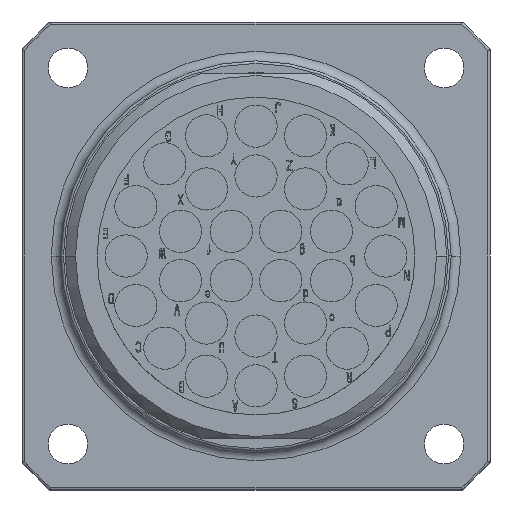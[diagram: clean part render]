
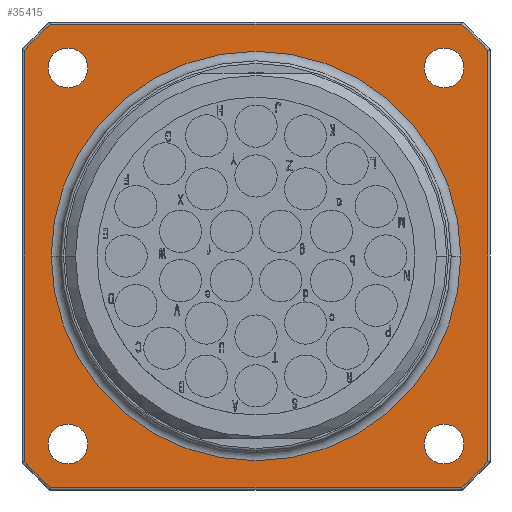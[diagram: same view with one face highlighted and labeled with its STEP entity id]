
A CAD part, front view. The second image highlights one B-rep face of the part: STEP entity #35415.
In plain terms, the highlighted planar face has unit normal (0, -1, 0).
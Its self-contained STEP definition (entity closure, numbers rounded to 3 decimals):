
#1253=DIRECTION('',(-1.,0.,0.));
#1254=VECTOR('',#1253,32.029);
#1255=CARTESIAN_POINT('',(16.014,-2.4,18.09));
#1256=LINE('',#1255,#1254);
#1297=CARTESIAN_POINT('',(0.,-2.4,0.));
#1298=DIRECTION('',(0.,1.,0.));
#1299=DIRECTION('',(1.,0.,0.));
#1300=AXIS2_PLACEMENT_3D('',#1297,#1298,#1299);
#1302=CARTESIAN_POINT('',(0.,-2.4,0.));
#1303=DIRECTION('',(0.,-1.,0.));
#1304=DIRECTION('',(1.,0.,0.));
#1305=AXIS2_PLACEMENT_3D('',#1302,#1303,#1304);
#1307=CARTESIAN_POINT('',(14.68,-2.4,-14.68));
#1308=DIRECTION('',(0.,1.,0.));
#1309=DIRECTION('',(1.,0.,0.));
#1310=AXIS2_PLACEMENT_3D('',#1307,#1308,#1309);
#1312=CARTESIAN_POINT('',(14.68,-2.4,-14.68));
#1313=DIRECTION('',(0.,1.,0.));
#1314=DIRECTION('',(-1.,0.,0.));
#1315=AXIS2_PLACEMENT_3D('',#1312,#1313,#1314);
#1317=CARTESIAN_POINT('',(14.68,-2.4,14.68));
#1318=DIRECTION('',(0.,1.,0.));
#1319=DIRECTION('',(1.,0.,0.));
#1320=AXIS2_PLACEMENT_3D('',#1317,#1318,#1319);
#1322=CARTESIAN_POINT('',(14.68,-2.4,14.68));
#1323=DIRECTION('',(0.,1.,0.));
#1324=DIRECTION('',(-1.,0.,0.));
#1325=AXIS2_PLACEMENT_3D('',#1322,#1323,#1324);
#1327=CARTESIAN_POINT('',(-14.68,-2.4,14.68));
#1328=DIRECTION('',(0.,1.,0.));
#1329=DIRECTION('',(1.,0.,0.));
#1330=AXIS2_PLACEMENT_3D('',#1327,#1328,#1329);
#1332=CARTESIAN_POINT('',(-14.68,-2.4,14.68));
#1333=DIRECTION('',(0.,1.,0.));
#1334=DIRECTION('',(-1.,0.,0.));
#1335=AXIS2_PLACEMENT_3D('',#1332,#1333,#1334);
#1337=CARTESIAN_POINT('',(-14.68,-2.4,-14.68));
#1338=DIRECTION('',(0.,1.,0.));
#1339=DIRECTION('',(1.,0.,0.));
#1340=AXIS2_PLACEMENT_3D('',#1337,#1338,#1339);
#1342=CARTESIAN_POINT('',(-14.68,-2.4,-14.68));
#1343=DIRECTION('',(0.,1.,0.));
#1344=DIRECTION('',(-1.,0.,0.));
#1345=AXIS2_PLACEMENT_3D('',#1342,#1343,#1344);
#1347=DIRECTION('',(0.,0.,1.));
#1348=VECTOR('',#1347,32.029);
#1349=CARTESIAN_POINT('',(18.09,-2.4,-16.014));
#1350=LINE('',#1349,#1348);
#1391=CARTESIAN_POINT('',(0.,-2.4,0.));
#1392=DIRECTION('',(0.,-1.,0.));
#1393=DIRECTION('',(0.749,0.,0.663));
#1394=AXIS2_PLACEMENT_3D('',#1391,#1392,#1393);
#1401=CARTESIAN_POINT('',(0.,-2.4,0.));
#1402=DIRECTION('',(0.,-1.,0.));
#1403=DIRECTION('',(0.663,0.,-0.749));
#1404=AXIS2_PLACEMENT_3D('',#1401,#1402,#1403);
#1411=DIRECTION('',(1.,0.,0.));
#1412=VECTOR('',#1411,32.029);
#1413=CARTESIAN_POINT('',(-16.014,-2.4,-18.09));
#1414=LINE('',#1413,#1412);
#1455=CARTESIAN_POINT('',(0.,-2.4,0.));
#1456=DIRECTION('',(0.,-1.,0.));
#1457=DIRECTION('',(-0.749,0.,-0.663));
#1458=AXIS2_PLACEMENT_3D('',#1455,#1456,#1457);
#1465=DIRECTION('',(0.,0.,-1.));
#1466=VECTOR('',#1465,32.029);
#1467=CARTESIAN_POINT('',(-18.09,-2.4,16.014));
#1468=LINE('',#1467,#1466);
#1509=CARTESIAN_POINT('',(0.,-2.4,0.));
#1510=DIRECTION('',(0.,-1.,0.));
#1511=DIRECTION('',(-0.663,0.,0.749));
#1512=AXIS2_PLACEMENT_3D('',#1509,#1510,#1511);
#25775=CARTESIAN_POINT('',(16.23,-2.4,-14.68));
#25776=CARTESIAN_POINT('',(13.13,-2.4,-14.68));
#25777=VERTEX_POINT('',#25775);
#25778=VERTEX_POINT('',#25776);
#25779=CARTESIAN_POINT('',(16.23,-2.4,14.68));
#25780=CARTESIAN_POINT('',(13.13,-2.4,14.68));
#25781=VERTEX_POINT('',#25779);
#25782=VERTEX_POINT('',#25780);
#25783=CARTESIAN_POINT('',(-13.13,-2.4,14.68));
#25784=CARTESIAN_POINT('',(-16.23,-2.4,14.68));
#25785=VERTEX_POINT('',#25783);
#25786=VERTEX_POINT('',#25784);
#25787=CARTESIAN_POINT('',(-13.13,-2.4,-14.68));
#25788=CARTESIAN_POINT('',(-16.23,-2.4,-14.68));
#25789=VERTEX_POINT('',#25787);
#25790=VERTEX_POINT('',#25788);
#25845=CARTESIAN_POINT('',(15.975,-2.4,0.));
#25847=VERTEX_POINT('',#25845);
#25849=CARTESIAN_POINT('',(-15.975,-2.4,0.));
#25851=VERTEX_POINT('',#25849);
#25932=CARTESIAN_POINT('',(18.09,-2.4,-16.014));
#25933=CARTESIAN_POINT('',(18.09,-2.4,16.014));
#25934=VERTEX_POINT('',#25932);
#25935=VERTEX_POINT('',#25933);
#25940=CARTESIAN_POINT('',(-16.014,-2.4,-18.09));
#25941=CARTESIAN_POINT('',(16.014,-2.4,-18.09));
#25942=VERTEX_POINT('',#25940);
#25943=VERTEX_POINT('',#25941);
#25948=CARTESIAN_POINT('',(-18.09,-2.4,16.014));
#25949=CARTESIAN_POINT('',(-18.09,-2.4,-16.014));
#25950=VERTEX_POINT('',#25948);
#25951=VERTEX_POINT('',#25949);
#25956=CARTESIAN_POINT('',(16.014,-2.4,18.09));
#25957=CARTESIAN_POINT('',(-16.014,-2.4,18.09));
#25958=VERTEX_POINT('',#25956);
#25959=VERTEX_POINT('',#25957);
#35363=CARTESIAN_POINT('',(0.,-2.4,0.));
#35364=DIRECTION('',(0.,-1.,0.));
#35365=DIRECTION('',(-1.,0.,0.));
#35366=AXIS2_PLACEMENT_3D('',#35363,#35364,#35365);
#35367=PLANE('',#35366);
#35369=ORIENTED_EDGE('',*,*,#35368,.F.);
#35371=ORIENTED_EDGE('',*,*,#35370,.F.);
#35373=ORIENTED_EDGE('',*,*,#35372,.F.);
#35375=ORIENTED_EDGE('',*,*,#35374,.F.);
#35377=ORIENTED_EDGE('',*,*,#35376,.F.);
#35379=ORIENTED_EDGE('',*,*,#35378,.F.);
#35380=ORIENTED_EDGE('',*,*,#35353,.F.);
#35382=ORIENTED_EDGE('',*,*,#35381,.F.);
#35383=EDGE_LOOP('',(#35369,#35371,#35373,#35375,#35377,#35379,#35380,#35382));
#35384=FACE_OUTER_BOUND('',#35383,.F.);
#35386=ORIENTED_EDGE('',*,*,#35385,.F.);
#35388=ORIENTED_EDGE('',*,*,#35387,.T.);
#35389=EDGE_LOOP('',(#35386,#35388));
#35390=FACE_BOUND('',#35389,.F.);
#35392=ORIENTED_EDGE('',*,*,#35391,.F.);
#35394=ORIENTED_EDGE('',*,*,#35393,.F.);
#35395=EDGE_LOOP('',(#35392,#35394));
#35396=FACE_BOUND('',#35395,.F.);
#35398=ORIENTED_EDGE('',*,*,#35397,.F.);
#35400=ORIENTED_EDGE('',*,*,#35399,.F.);
#35401=EDGE_LOOP('',(#35398,#35400));
#35402=FACE_BOUND('',#35401,.F.);
#35404=ORIENTED_EDGE('',*,*,#35403,.F.);
#35406=ORIENTED_EDGE('',*,*,#35405,.F.);
#35407=EDGE_LOOP('',(#35404,#35406));
#35408=FACE_BOUND('',#35407,.F.);
#35410=ORIENTED_EDGE('',*,*,#35409,.F.);
#35412=ORIENTED_EDGE('',*,*,#35411,.F.);
#35413=EDGE_LOOP('',(#35410,#35412));
#35414=FACE_BOUND('',#35413,.F.);
#35415=ADVANCED_FACE('',(#35384,#35390,#35396,#35402,#35408,#35414),#35367,.T.);
#1301=CIRCLE('',#1300,15.975);
#1306=CIRCLE('',#1305,15.975);
#1311=CIRCLE('',#1310,1.55);
#1316=CIRCLE('',#1315,1.55);
#1321=CIRCLE('',#1320,1.55);
#1326=CIRCLE('',#1325,1.55);
#1331=CIRCLE('',#1330,1.55);
#1336=CIRCLE('',#1335,1.55);
#1341=CIRCLE('',#1340,1.55);
#1346=CIRCLE('',#1345,1.55);
#1395=CIRCLE('',#1394,24.16);
#1405=CIRCLE('',#1404,24.16);
#1459=CIRCLE('',#1458,24.16);
#1513=CIRCLE('',#1512,24.16);
#35353=EDGE_CURVE('',#25958,#25959,#1256,.T.);
#35368=EDGE_CURVE('',#25934,#25935,#1350,.T.);
#35370=EDGE_CURVE('',#25943,#25934,#1405,.T.);
#35372=EDGE_CURVE('',#25942,#25943,#1414,.T.);
#35374=EDGE_CURVE('',#25951,#25942,#1459,.T.);
#35376=EDGE_CURVE('',#25950,#25951,#1468,.T.);
#35378=EDGE_CURVE('',#25959,#25950,#1513,.T.);
#35381=EDGE_CURVE('',#25935,#25958,#1395,.T.);
#35385=EDGE_CURVE('',#25847,#25851,#1301,.T.);
#35387=EDGE_CURVE('',#25847,#25851,#1306,.T.);
#35391=EDGE_CURVE('',#25777,#25778,#1311,.T.);
#35393=EDGE_CURVE('',#25778,#25777,#1316,.T.);
#35397=EDGE_CURVE('',#25781,#25782,#1321,.T.);
#35399=EDGE_CURVE('',#25782,#25781,#1326,.T.);
#35403=EDGE_CURVE('',#25785,#25786,#1331,.T.);
#35405=EDGE_CURVE('',#25786,#25785,#1336,.T.);
#35409=EDGE_CURVE('',#25789,#25790,#1341,.T.);
#35411=EDGE_CURVE('',#25790,#25789,#1346,.T.);
